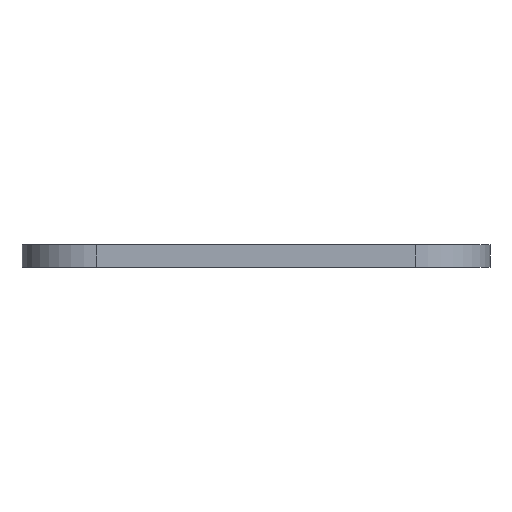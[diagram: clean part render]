
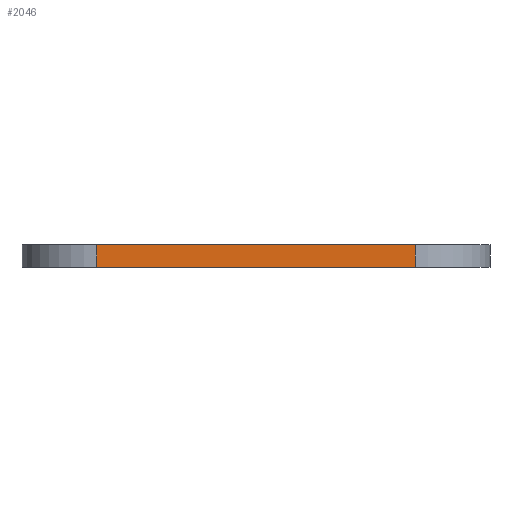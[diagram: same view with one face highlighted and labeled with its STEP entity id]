
A CAD part, left-side view. The second image highlights one B-rep face of the part: STEP entity #2046.
In plain terms, the highlighted planar face has unit normal (-1, 0, 0).
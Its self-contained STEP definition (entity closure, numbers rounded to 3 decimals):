
#77=PLANE('',#2284);
#169=FACE_OUTER_BOUND('',#303,.T.);
#303=EDGE_LOOP('',(#1808,#1809,#1810,#1811));
#340=LINE('',#2990,#520);
#378=LINE('',#3174,#558);
#486=LINE('',#3497,#666);
#487=LINE('',#3499,#667);
#520=VECTOR('',#2361,10.);
#558=VECTOR('',#2511,10.);
#666=VECTOR('',#2867,10.);
#667=VECTOR('',#2870,10.);
#825=VERTEX_POINT('',#2987);
#826=VERTEX_POINT('',#2989);
#915=VERTEX_POINT('',#3171);
#916=VERTEX_POINT('',#3173);
#1030=EDGE_CURVE('',#825,#826,#340,.T.);
#1122=EDGE_CURVE('',#915,#916,#378,.T.);
#1286=EDGE_CURVE('',#916,#825,#486,.T.);
#1287=EDGE_CURVE('',#826,#915,#487,.T.);
#1808=ORIENTED_EDGE('',*,*,#1286,.F.);
#1809=ORIENTED_EDGE('',*,*,#1122,.F.);
#1810=ORIENTED_EDGE('',*,*,#1287,.F.);
#1811=ORIENTED_EDGE('',*,*,#1030,.F.);
#2046=ADVANCED_FACE('',(#169),#77,.T.);
#2284=AXIS2_PLACEMENT_3D('',#3498,#2868,#2869);
#2361=DIRECTION('',(0.,-1.,0.));
#2511=DIRECTION('',(0.,1.,0.));
#2867=DIRECTION('',(0.,0.,1.));
#2868=DIRECTION('center_axis',(-1.,0.,0.));
#2869=DIRECTION('ref_axis',(0.,-1.,0.));
#2870=DIRECTION('',(0.,0.,-1.));
#2987=CARTESIAN_POINT('',(0.,-40.,12.));
#2989=CARTESIAN_POINT('',(0.,-210.,12.));
#2990=CARTESIAN_POINT('',(0.,-250.,12.));
#3171=CARTESIAN_POINT('',(0.,-210.,0.));
#3173=CARTESIAN_POINT('',(0.,-40.,0.));
#3174=CARTESIAN_POINT('',(0.,-250.,0.));
#3497=CARTESIAN_POINT('',(0.,-40.,0.));
#3498=CARTESIAN_POINT('Origin',(0.,0.,0.));
#3499=CARTESIAN_POINT('',(0.,-210.,0.));
